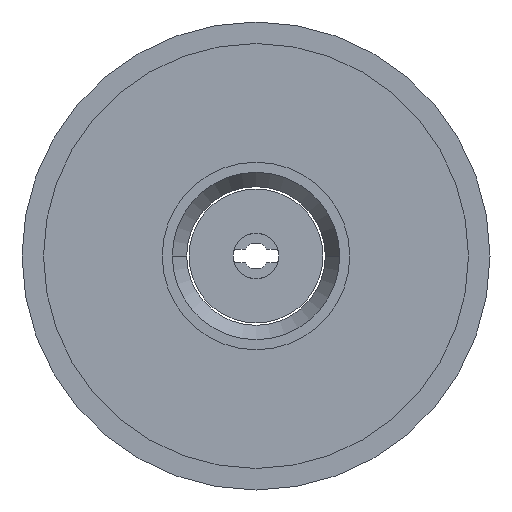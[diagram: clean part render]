
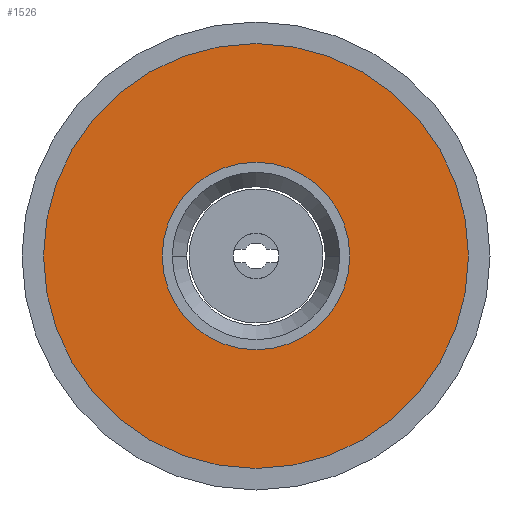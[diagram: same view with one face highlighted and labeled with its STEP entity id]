
A CAD part, left-side view. The second image highlights one B-rep face of the part: STEP entity #1526.
In plain terms, the highlighted planar face has unit normal (-1, 0, 0).
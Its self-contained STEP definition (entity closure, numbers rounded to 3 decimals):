
#67=CARTESIAN_POINT('',(6.477,0.,0.));
#68=DIRECTION('',(-1.,0.,0.));
#69=DIRECTION('',(0.,1.,0.));
#70=AXIS2_PLACEMENT_3D('',#67,#68,#69);
#72=CARTESIAN_POINT('',(6.477,0.,0.));
#73=DIRECTION('',(1.,0.,0.));
#74=DIRECTION('',(0.,1.,0.));
#75=AXIS2_PLACEMENT_3D('',#72,#73,#74);
#77=CARTESIAN_POINT('',(6.477,0.,0.));
#78=DIRECTION('',(1.,0.,0.));
#79=DIRECTION('',(0.,-1.,0.));
#80=AXIS2_PLACEMENT_3D('',#77,#78,#79);
#87=CARTESIAN_POINT('',(6.477,0.,0.));
#88=DIRECTION('',(1.,0.,0.));
#89=DIRECTION('',(0.,1.,0.));
#90=AXIS2_PLACEMENT_3D('',#87,#88,#89);
#1310=CARTESIAN_POINT('',(6.477,2.045,0.));
#1311=CARTESIAN_POINT('',(6.477,-2.045,0.));
#1312=VERTEX_POINT('',#1310);
#1313=VERTEX_POINT('',#1311);
#1318=CARTESIAN_POINT('',(6.477,-4.636,0.));
#1319=CARTESIAN_POINT('',(6.477,4.636,0.));
#1320=VERTEX_POINT('',#1318);
#1321=VERTEX_POINT('',#1319);
#1511=CARTESIAN_POINT('',(6.477,0.,0.));
#1512=DIRECTION('',(1.,0.,0.));
#1513=DIRECTION('',(0.,-1.,0.));
#1514=AXIS2_PLACEMENT_3D('',#1511,#1512,#1513);
#1515=PLANE('',#1514);
#1517=ORIENTED_EDGE('',*,*,#1516,.T.);
#1519=ORIENTED_EDGE('',*,*,#1518,.T.);
#1520=EDGE_LOOP('',(#1517,#1519));
#1521=FACE_OUTER_BOUND('',#1520,.F.);
#1522=ORIENTED_EDGE('',*,*,#1493,.T.);
#1523=ORIENTED_EDGE('',*,*,#1436,.F.);
#1524=EDGE_LOOP('',(#1522,#1523));
#1525=FACE_BOUND('',#1524,.F.);
#71=CIRCLE('',#70,2.045);
#76=CIRCLE('',#75,2.045);
#81=CIRCLE('',#80,4.636);
#91=CIRCLE('',#90,4.636);
#1436=EDGE_CURVE('',#1312,#1313,#76,.T.);
#1493=EDGE_CURVE('',#1312,#1313,#71,.T.);
#1516=EDGE_CURVE('',#1320,#1321,#81,.T.);
#1518=EDGE_CURVE('',#1321,#1320,#91,.T.);
#1526=ADVANCED_FACE('',(#1521,#1525),#1515,.F.);
